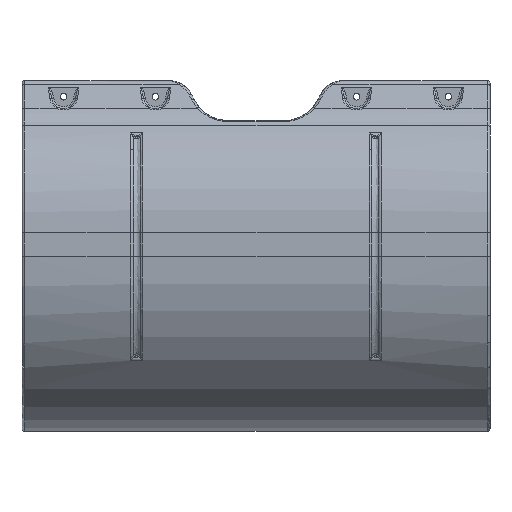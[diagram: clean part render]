
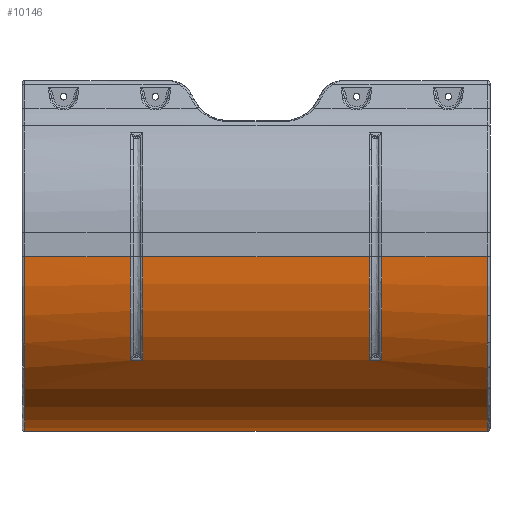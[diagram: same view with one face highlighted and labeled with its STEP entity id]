
A CAD part, front view. The second image highlights one B-rep face of the part: STEP entity #10146.
In plain terms, the highlighted cylindrical face has radius 342.9 mm (diameter 685.8 mm), a partial arc.
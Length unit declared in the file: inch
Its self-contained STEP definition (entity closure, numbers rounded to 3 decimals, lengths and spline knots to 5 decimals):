
#416=B_SPLINE_CURVE_WITH_KNOTS('',3,(#20391,#20392,#20393,#20394,#20395),
 .UNSPECIFIED.,.F.,.F.,(4,1,4),(-2.51003,-2.04515,-1.6965),
 .UNSPECIFIED.);
#428=B_SPLINE_CURVE_WITH_KNOTS('',3,(#20709,#20710,#20711,#20712,#20713),
 .UNSPECIFIED.,.F.,.F.,(4,1,4),(-0.81352,-0.34866,0.),
 .UNSPECIFIED.);
#861=LINE('',#20680,#1345);
#864=LINE('',#20690,#1348);
#865=LINE('',#20694,#1349);
#866=LINE('',#20698,#1350);
#867=LINE('',#20702,#1351);
#868=LINE('',#20706,#1352);
#1345=VECTOR('',#13023,0.3937);
#1348=VECTOR('',#13032,0.3937);
#1349=VECTOR('',#13035,0.3937);
#1350=VECTOR('',#13038,0.3937);
#1351=VECTOR('',#13041,0.3937);
#1352=VECTOR('',#13044,0.3937);
#1640=CYLINDRICAL_SURFACE('',#11104,13.5);
#2040=FACE_OUTER_BOUND('',#2767,.T.);
#2767=EDGE_LOOP('',(#7650,#7651,#7652,#7653,#7654,#7655,#7656,#7657,#7658,
#7659,#7660,#7661,#7662,#7663));
#3660=CIRCLE('',#11105,13.5);
#3661=CIRCLE('',#11106,13.5);
#3662=CIRCLE('',#11107,13.5);
#3663=CIRCLE('',#11108,13.5);
#3664=CIRCLE('',#11109,13.5);
#3665=CIRCLE('',#11110,13.5);
#4543=VERTEX_POINT('',#20388);
#4544=VERTEX_POINT('',#20390);
#4565=VERTEX_POINT('',#20679);
#4568=VERTEX_POINT('',#20687);
#4569=VERTEX_POINT('',#20689);
#4570=VERTEX_POINT('',#20691);
#4571=VERTEX_POINT('',#20693);
#4572=VERTEX_POINT('',#20695);
#4573=VERTEX_POINT('',#20697);
#4574=VERTEX_POINT('',#20699);
#4575=VERTEX_POINT('',#20701);
#4576=VERTEX_POINT('',#20703);
#4577=VERTEX_POINT('',#20705);
#4578=VERTEX_POINT('',#20707);
#5643=EDGE_CURVE('',#4543,#4544,#416,.T.);
#5677=EDGE_CURVE('',#4544,#4565,#861,.T.);
#5681=EDGE_CURVE('',#4568,#4543,#3660,.T.);
#5682=EDGE_CURVE('',#4568,#4569,#864,.T.);
#5683=EDGE_CURVE('',#4570,#4569,#3661,.T.);
#5684=EDGE_CURVE('',#4570,#4571,#865,.T.);
#5685=EDGE_CURVE('',#4572,#4571,#3662,.T.);
#5686=EDGE_CURVE('',#4572,#4573,#866,.T.);
#5687=EDGE_CURVE('',#4574,#4573,#3663,.T.);
#5688=EDGE_CURVE('',#4574,#4575,#867,.T.);
#5689=EDGE_CURVE('',#4576,#4575,#3664,.T.);
#5690=EDGE_CURVE('',#4576,#4577,#868,.T.);
#5691=EDGE_CURVE('',#4578,#4577,#3665,.T.);
#5692=EDGE_CURVE('',#4565,#4578,#428,.T.);
#7650=ORIENTED_EDGE('',*,*,#5643,.F.);
#7651=ORIENTED_EDGE('',*,*,#5681,.F.);
#7652=ORIENTED_EDGE('',*,*,#5682,.T.);
#7653=ORIENTED_EDGE('',*,*,#5683,.F.);
#7654=ORIENTED_EDGE('',*,*,#5684,.T.);
#7655=ORIENTED_EDGE('',*,*,#5685,.F.);
#7656=ORIENTED_EDGE('',*,*,#5686,.T.);
#7657=ORIENTED_EDGE('',*,*,#5687,.F.);
#7658=ORIENTED_EDGE('',*,*,#5688,.T.);
#7659=ORIENTED_EDGE('',*,*,#5689,.F.);
#7660=ORIENTED_EDGE('',*,*,#5690,.T.);
#7661=ORIENTED_EDGE('',*,*,#5691,.F.);
#7662=ORIENTED_EDGE('',*,*,#5692,.F.);
#7663=ORIENTED_EDGE('',*,*,#5677,.F.);
#10146=ADVANCED_FACE('',(#2040),#1640,.T.);
#11104=AXIS2_PLACEMENT_3D('',#20686,#13028,#13029);
#11105=AXIS2_PLACEMENT_3D('',#20688,#13030,#13031);
#11106=AXIS2_PLACEMENT_3D('',#20692,#13033,#13034);
#11107=AXIS2_PLACEMENT_3D('',#20696,#13036,#13037);
#11108=AXIS2_PLACEMENT_3D('',#20700,#13039,#13040);
#11109=AXIS2_PLACEMENT_3D('',#20704,#13042,#13043);
#11110=AXIS2_PLACEMENT_3D('',#20708,#13045,#13046);
#13023=DIRECTION('',(-1.,0.,0.));
#13028=DIRECTION('center_axis',(-1.,0.,0.));
#13029=DIRECTION('ref_axis',(0.,-1.,0.));
#13030=DIRECTION('center_axis',(1.,0.,0.));
#13031=DIRECTION('ref_axis',(0.,-0.707,-0.708));
#13032=DIRECTION('',(-1.,0.,0.));
#13033=DIRECTION('center_axis',(-1.,0.,0.));
#13034=DIRECTION('ref_axis',(0.,1.,0.003));
#13035=DIRECTION('',(-1.,0.,0.));
#13036=DIRECTION('center_axis',(1.,0.,0.));
#13037=DIRECTION('ref_axis',(0.,1.,0.003));
#13038=DIRECTION('',(-1.,0.,0.));
#13039=DIRECTION('center_axis',(-1.,0.,0.));
#13040=DIRECTION('ref_axis',(0.,1.,0.003));
#13041=DIRECTION('',(-1.,0.,0.));
#13042=DIRECTION('center_axis',(1.,0.,0.));
#13043=DIRECTION('ref_axis',(0.,1.,0.003));
#13044=DIRECTION('',(-1.,0.,0.));
#13045=DIRECTION('center_axis',(-1.,0.,0.));
#13046=DIRECTION('ref_axis',(0.,-0.707,-0.708));
#20388=CARTESIAN_POINT('',(35.8,63.86001,-13.66888));
#20390=CARTESIAN_POINT('',(35.65039,64.13264,-13.67197));
#20391=CARTESIAN_POINT('Ctrl Pts',(35.8,63.86001,-13.66888));
#20392=CARTESIAN_POINT('Ctrl Pts',(35.74994,63.89512,-13.66963));
#20393=CARTESIAN_POINT('Ctrl Pts',(35.67878,63.98015,-13.6712));
#20394=CARTESIAN_POINT('Ctrl Pts',(35.65257,64.0866,-13.67191));
#20395=CARTESIAN_POINT('Ctrl Pts',(35.65039,64.13264,-13.67197));
#20679=CARTESIAN_POINT('',(0.34961,64.13264,-13.67197));
#20680=CARTESIAN_POINT('',(36.,64.13264,-13.67197));
#20686=CARTESIAN_POINT('Origin',(36.,64.14938,-0.17198));
#20687=CARTESIAN_POINT('',(35.8,50.64943,-0.21116));
#20688=CARTESIAN_POINT('Origin',(35.8,64.14938,-0.17198));
#20689=CARTESIAN_POINT('',(27.6708,50.64943,-0.21116));
#20690=CARTESIAN_POINT('',(36.,50.64943,-0.21116));
#20691=CARTESIAN_POINT('',(27.6708,53.28491,-8.1853));
#20692=CARTESIAN_POINT('Origin',(27.6708,64.14938,-0.17198));
#20693=CARTESIAN_POINT('',(26.7042,53.28491,-8.1853));
#20694=CARTESIAN_POINT('',(36.,53.28491,-8.1853));
#20695=CARTESIAN_POINT('',(26.7042,50.64943,-0.21116));
#20696=CARTESIAN_POINT('Origin',(26.7042,64.14938,-0.17198));
#20697=CARTESIAN_POINT('',(9.2958,50.64943,-0.21116));
#20698=CARTESIAN_POINT('',(36.,50.64943,-0.21116));
#20699=CARTESIAN_POINT('',(9.2958,53.28491,-8.1853));
#20700=CARTESIAN_POINT('Origin',(9.2958,64.14938,-0.17198));
#20701=CARTESIAN_POINT('',(8.3292,53.28491,-8.1853));
#20702=CARTESIAN_POINT('',(36.,53.28491,-8.1853));
#20703=CARTESIAN_POINT('',(8.3292,50.64943,-0.21116));
#20704=CARTESIAN_POINT('Origin',(8.3292,64.14938,-0.17198));
#20705=CARTESIAN_POINT('',(0.2,50.64943,-0.21116));
#20706=CARTESIAN_POINT('',(36.,50.64943,-0.21116));
#20707=CARTESIAN_POINT('',(0.2,63.86001,-13.66888));
#20708=CARTESIAN_POINT('Origin',(0.2,64.14938,-0.17198));
#20709=CARTESIAN_POINT('Ctrl Pts',(0.34961,64.13264,-13.67197));
#20710=CARTESIAN_POINT('Ctrl Pts',(0.34671,64.07125,-13.67189));
#20711=CARTESIAN_POINT('Ctrl Pts',(0.31308,63.96532,-13.67096));
#20712=CARTESIAN_POINT('Ctrl Pts',(0.23755,63.88634,-13.66944));
#20713=CARTESIAN_POINT('Ctrl Pts',(0.2,63.86001,-13.66888));
